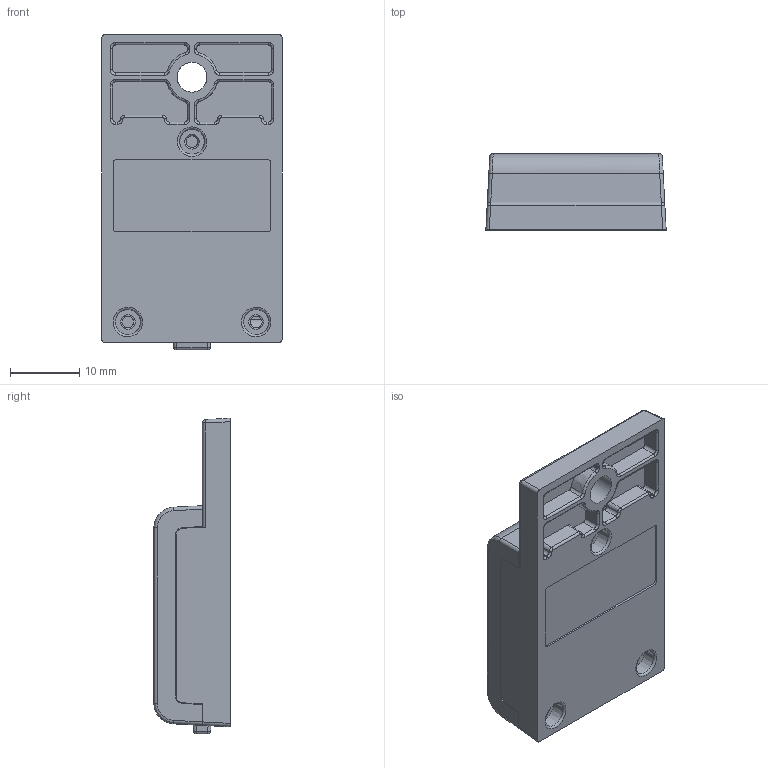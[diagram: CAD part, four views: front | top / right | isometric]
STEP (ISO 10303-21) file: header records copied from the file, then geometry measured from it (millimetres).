
FILE_DESCRIPTION(/* description */ (''),/* implementation_level */ '2;1');
FILE_NAME(/* name */ 'Light Sensor.iam.step',/* time_stamp */ '2020-04-16T23:37:27-04:00',/* author */ ('Jordan'),/* organization */ (''),/* preprocessor_version */ 'ST-DEVELOPER v17',/* originating_system */ 'Autodesk Inventor 2019',/* authorisation */ '');
FILE_SCHEMA (('AUTOMOTIVE_DESIGN { 1 0 10303 214 3 1 1 }'));
Length unit declared in the file: inch
Products named in the file (5): Light Sensor; Bottom; Wire Sleeve; Top; PCB
Assembly tree (4 placements, depth 2):
  Light Sensor
    Bottom
    Wire Sleeve
    Top
    PCB
Bounding box: 26 x 11 x 45.5 mm (x, y, z)
Volume: 5485.7 mm3; surface area: 8478.5 mm2
Topology: 4 solids, 4 shells, 504 faces, 1348 edges, 868 vertices
Faces by surface type: plane 238, cylinder 142, cone 44, torus 34, bspline 32, sphere 14
Full cylindrical faces by diameter (mm): 0.5 x4, 1.6 x2, 1.7 x3, 2.1 x3, 3.7 x3, 4.3 x1, 5.5 x1
Entity records: 19495 total; most frequent: CARTESIAN_POINT 6634, ORIENTED_EDGE 2680, DIRECTION 2666, EDGE_CURVE 1340, AXIS2_PLACEMENT_3D 957, VERTEX_POINT 868, LINE 752, VECTOR 752
